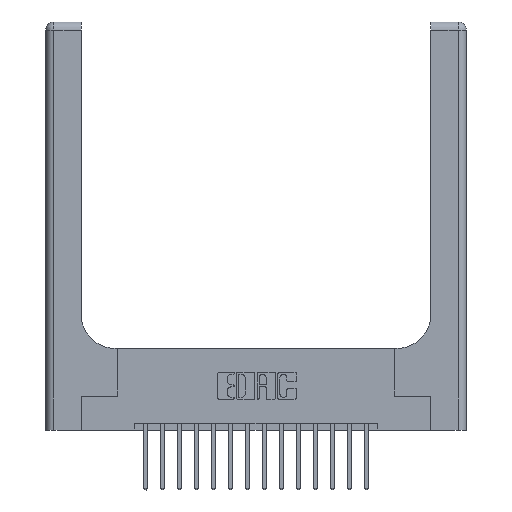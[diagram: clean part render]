
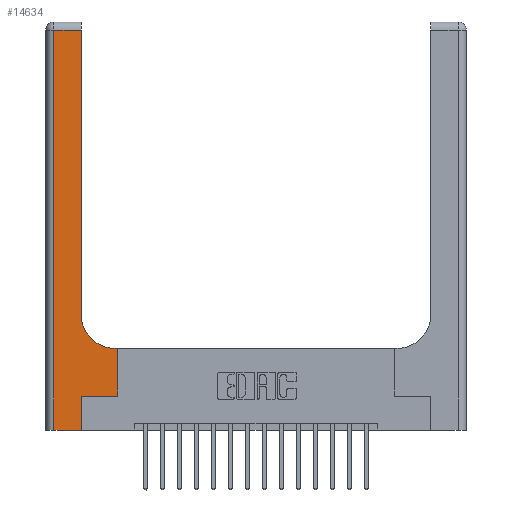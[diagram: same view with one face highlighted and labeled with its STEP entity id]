
A CAD part, top view. The second image highlights one B-rep face of the part: STEP entity #14634.
In plain terms, the highlighted planar face has unit normal (0, 0, 1).
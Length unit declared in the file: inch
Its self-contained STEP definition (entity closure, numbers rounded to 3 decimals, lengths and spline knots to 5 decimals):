
#86 = CARTESIAN_POINT ( 'NONE',  ( 0., 3., 0.37 ) ) ;
#95 = EDGE_CURVE ( 'NONE', #12334, #16190, #4997, .T. ) ;
#795 = VERTEX_POINT ( 'NONE', #4982 ) ;
#800 = DIRECTION ( 'NONE',  ( 0., 1., 0. ) ) ;
#936 = EDGE_CURVE ( 'NONE', #4667, #10709, #6052, .T. ) ;
#1086 = CARTESIAN_POINT ( 'NONE',  ( 0.06, 0., 0.37 ) ) ;
#1746 = CARTESIAN_POINT ( 'NONE',  ( 0., 0., 0.37 ) ) ;
#2442 = DIRECTION ( 'NONE',  ( -1., 0., 0. ) ) ;
#3068 = VECTOR ( 'NONE', #5539, 39.37008 ) ;
#3323 = LINE ( 'NONE', #4887, #16267 ) ;
#4104 = ORIENTED_EDGE ( 'NONE', *, *, #13157, .T. ) ;
#4127 = CARTESIAN_POINT ( 'NONE',  ( 0.265, 0.25, 0.37 ) ) ;
#4178 = LINE ( 'NONE', #4127, #3068 ) ;
#4204 = CIRCLE ( 'NONE', #5481, 0.25 ) ;
#4238 = EDGE_CURVE ( 'NONE', #10709, #12864, #4178, .T. ) ;
#4364 = PLANE ( 'NONE',  #17070 ) ;
#4667 = VERTEX_POINT ( 'NONE', #16536 ) ;
#4887 = CARTESIAN_POINT ( 'NONE',  ( 0.26, 3., 0.37 ) ) ;
#4982 = CARTESIAN_POINT ( 'NONE',  ( 0.528, 0.6, 0.37 ) ) ;
#4997 = LINE ( 'NONE', #12410, #17488 ) ;
#5480 = DIRECTION ( 'NONE',  ( 0., -1., 0. ) ) ;
#5481 = AXIS2_PLACEMENT_3D ( 'NONE', #17022, #11456, #17076 ) ;
#5496 = LINE ( 'NONE', #1746, #15778 ) ;
#5539 = DIRECTION ( 'NONE',  ( 1., 0., 0. ) ) ;
#6052 = LINE ( 'NONE', #6346, #6937 ) ;
#6346 = CARTESIAN_POINT ( 'NONE',  ( 0.265, 0., 0.37 ) ) ;
#6508 = LINE ( 'NONE', #8401, #16985 ) ;
#6937 = VECTOR ( 'NONE', #7792, 39.37008 ) ;
#7563 = LINE ( 'NONE', #16237, #13948 ) ;
#7679 = CARTESIAN_POINT ( 'NONE',  ( 0.26, 2.94, 0.37 ) ) ;
#7683 = ORIENTED_EDGE ( 'NONE', *, *, #16489, .T. ) ;
#7741 = VERTEX_POINT ( 'NONE', #7679 ) ;
#7792 = DIRECTION ( 'NONE',  ( 0., 1., 0. ) ) ;
#8105 = EDGE_LOOP ( 'NONE', ( #10458, #12253, #11273, #7683, #12139, #12239, #13586, #4104, #12979 ) ) ;
#8401 = CARTESIAN_POINT ( 'NONE',  ( 0., 2.94, 0.37 ) ) ;
#8538 = CARTESIAN_POINT ( 'NONE',  ( 0.06, 2.94, 0.37 ) ) ;
#8723 = DIRECTION ( 'NONE',  ( 1., 0., 0. ) ) ;
#9217 = DIRECTION ( 'NONE',  ( 0., 1., 0. ) ) ;
#10458 = ORIENTED_EDGE ( 'NONE', *, *, #15106, .T. ) ;
#10557 = EDGE_CURVE ( 'NONE', #7741, #12334, #6508, .T. ) ;
#10709 = VERTEX_POINT ( 'NONE', #17265 ) ;
#11244 = FACE_OUTER_BOUND ( 'NONE', #8105, .T. ) ;
#11273 = ORIENTED_EDGE ( 'NONE', *, *, #95, .T. ) ;
#11401 = DIRECTION ( 'NONE',  ( 0., 0., -1. ) ) ;
#11456 = DIRECTION ( 'NONE',  ( 0., 0., -1. ) ) ;
#11538 = CARTESIAN_POINT ( 'NONE',  ( 0.528, 0.25, 0.37 ) ) ;
#11714 = VECTOR ( 'NONE', #2442, 39.37008 ) ;
#12139 = ORIENTED_EDGE ( 'NONE', *, *, #936, .T. ) ;
#12181 = CARTESIAN_POINT ( 'NONE',  ( 0.51, 0.6, 0.37 ) ) ;
#12239 = ORIENTED_EDGE ( 'NONE', *, *, #4238, .T. ) ;
#12253 = ORIENTED_EDGE ( 'NONE', *, *, #10557, .T. ) ;
#12334 = VERTEX_POINT ( 'NONE', #8538 ) ;
#12410 = CARTESIAN_POINT ( 'NONE',  ( 0.06, 3., 0.37 ) ) ;
#12719 = DIRECTION ( 'NONE',  ( -1., 0., 0. ) ) ;
#12864 = VERTEX_POINT ( 'NONE', #11538 ) ;
#12979 = ORIENTED_EDGE ( 'NONE', *, *, #15472, .T. ) ;
#13015 = EDGE_CURVE ( 'NONE', #12864, #795, #7563, .T. ) ;
#13157 = EDGE_CURVE ( 'NONE', #795, #16061, #17165, .T. ) ;
#13586 = ORIENTED_EDGE ( 'NONE', *, *, #13015, .T. ) ;
#13652 = CARTESIAN_POINT ( 'NONE',  ( 0.26, 0.6, 0.37 ) ) ;
#13948 = VECTOR ( 'NONE', #9217, 39.37008 ) ;
#14066 = CARTESIAN_POINT ( 'NONE',  ( 0.26, 0.85, 0.37 ) ) ;
#14634 = ADVANCED_FACE ( 'NONE', ( #11244 ), #4364, .F. ) ;
#15106 = EDGE_CURVE ( 'NONE', #16953, #7741, #3323, .T. ) ;
#15472 = EDGE_CURVE ( 'NONE', #16061, #16953, #4204, .T. ) ;
#15778 = VECTOR ( 'NONE', #8723, 39.37008 ) ;
#16061 = VERTEX_POINT ( 'NONE', #12181 ) ;
#16190 = VERTEX_POINT ( 'NONE', #1086 ) ;
#16237 = CARTESIAN_POINT ( 'NONE',  ( 0.528, 0.25, 0.37 ) ) ;
#16267 = VECTOR ( 'NONE', #800, 39.37008 ) ;
#16489 = EDGE_CURVE ( 'NONE', #16190, #4667, #5496, .T. ) ;
#16536 = CARTESIAN_POINT ( 'NONE',  ( 0.265, 0., 0.37 ) ) ;
#16953 = VERTEX_POINT ( 'NONE', #14066 ) ;
#16963 = DIRECTION ( 'NONE',  ( -1., 0., 0. ) ) ;
#16985 = VECTOR ( 'NONE', #16963, 39.37008 ) ;
#17022 = CARTESIAN_POINT ( 'NONE',  ( 0.51, 0.85, 0.37 ) ) ;
#17070 = AXIS2_PLACEMENT_3D ( 'NONE', #86, #11401, #12719 ) ;
#17076 = DIRECTION ( 'NONE',  ( 1., 0., 0. ) ) ;
#17165 = LINE ( 'NONE', #13652, #11714 ) ;
#17265 = CARTESIAN_POINT ( 'NONE',  ( 0.265, 0.25, 0.37 ) ) ;
#17488 = VECTOR ( 'NONE', #5480, 39.37008 ) ;
